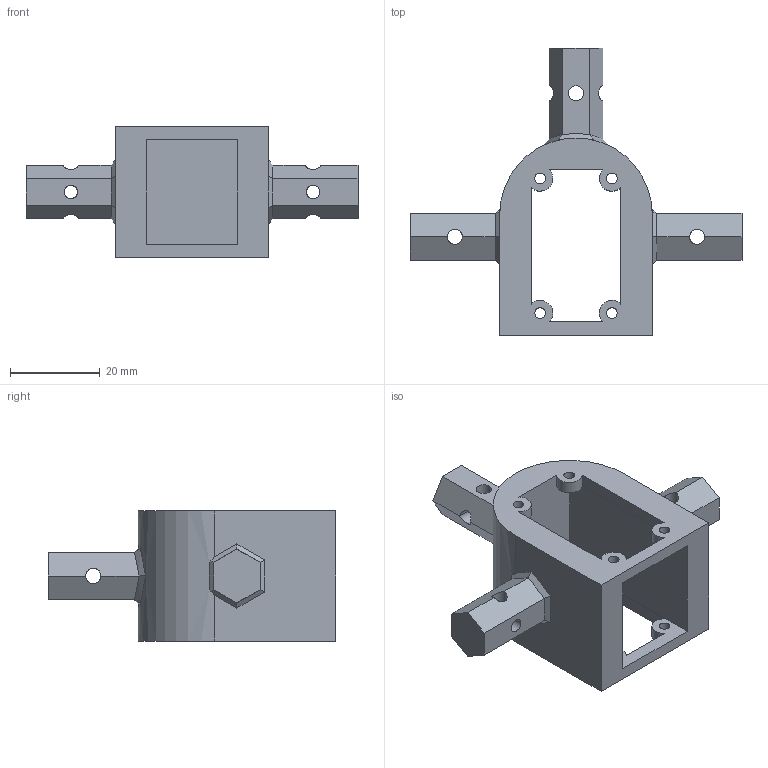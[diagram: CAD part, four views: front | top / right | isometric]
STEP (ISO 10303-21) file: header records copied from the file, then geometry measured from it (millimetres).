
FILE_DESCRIPTION (( 'STEP AP214' ), '1' );
FILE_NAME ('Joint House.STEP', '2024-11-29T05:05:16', ( '' ), ( '' ), 'SwSTEP 2.0', 'SolidWorks 2024', '' );
FILE_SCHEMA (( 'AUTOMOTIVE_DESIGN' ));
Length unit declared in the file: millimetre
Products named in the file (1): Joint House
Bounding box: 74 x 64 x 29 mm (x, y, z)
Volume: 23892.4 mm3; surface area: 10951.5 mm2
Topology: 1 solids, 1 shells, 118 faces, 336 edges, 212 vertices
Faces by surface type: plane 63, cylinder 49, bspline 4, cone 2
Entity records: 4151 total; most frequent: CARTESIAN_POINT 1081, ORIENTED_EDGE 672, DIRECTION 586, EDGE_CURVE 336, VERTEX_POINT 212, LINE 208, VECTOR 208, AXIS2_PLACEMENT_3D 189
